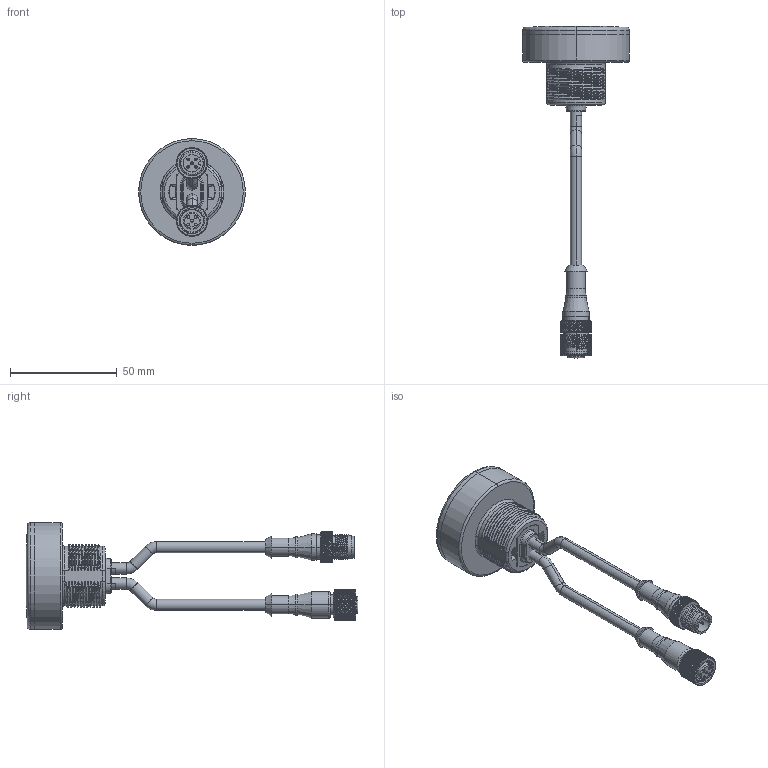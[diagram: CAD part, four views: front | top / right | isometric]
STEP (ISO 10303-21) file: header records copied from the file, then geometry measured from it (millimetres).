
FILE_DESCRIPTION((''),'2;1');
FILE_NAME('212851_ASM','2020-01-20T14:40:41',('PDMAdmin'),('BANNER ENGINEERING'),'CREO PARAMETRIC BY PTC INC, 2019292','CREO PARAMETRIC BY PTC INC, 2019292','');
FILE_SCHEMA(('CONFIG_CONTROL_DESIGN'));
Products named in the file (16): 197991; 210549; 213177; SOMMS_CABLE_521; 134203; 134571; 134568; 133273; 133396; 133394; 141342; 133399_ASM; 122361; 213178_ASM; SOMMS_K50PICKIQ_BASE_4_ASM; 212851_ASM
Assembly tree (19 placements, depth 5):
  212851_ASM
    197991
    SOMMS_K50PICKIQ_BASE_4_ASM
      210549
      213178_ASM
        213177
        SOMMS_CABLE_521  x2
        134203
        134571
        134568
        133273
        133399_ASM
          133396
          133394  x4
          141342
        122361
Bounding box: 50 x 155.5 x 50 mm (x, y, z)
Volume: 35088.3 mm3; surface area: 29836 mm2
Topology: 16 solids, 16 shells, 6153 faces, 13377 edges, 7304 vertices
Faces by surface type: bspline 3953, cylinder 1438, plane 561, torus 85, cone 76, sphere 38, revolution 2
Entity records: 329064 total; most frequent: CARTESIAN_POINT 230869, ORIENTED_EDGE 26430, EDGE_CURVE 13215, B_SPLINE_CURVE_WITH_KNOTS 10406, DIRECTION 8371, VERTEX_POINT 7222, EDGE_LOOP 6171, FACE_OUTER_BOUND 6081
